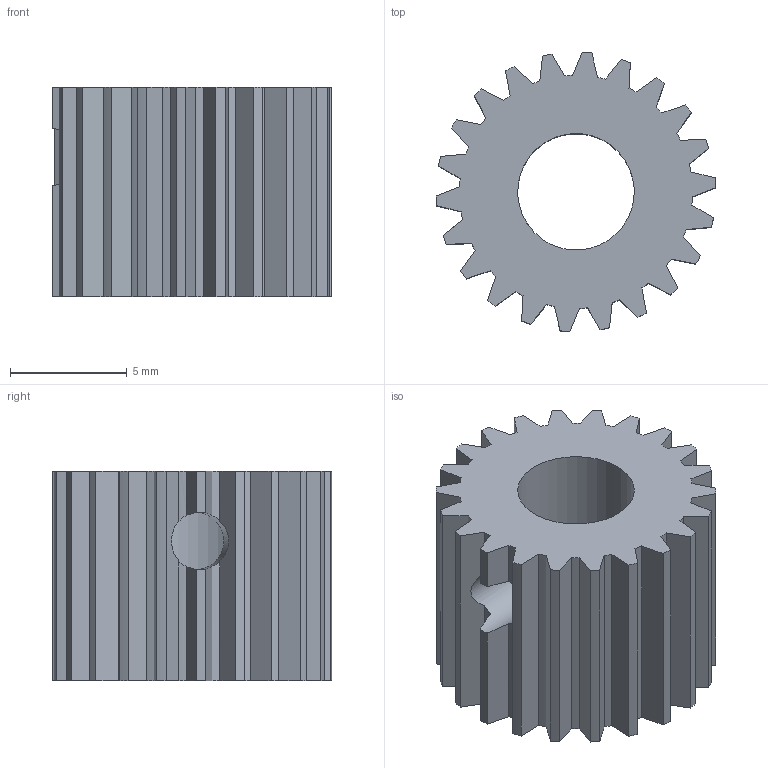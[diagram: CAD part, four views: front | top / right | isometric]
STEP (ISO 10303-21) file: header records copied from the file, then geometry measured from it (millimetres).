
FILE_DESCRIPTION(('FreeCAD Model'),'2;1');
FILE_NAME( 'pignion_gear.step', '2017-04-12T13:07:58',('Author'),(''), 'Open CASCADE STEP processor 6.9','FreeCAD','Unknown');
FILE_SCHEMA(('AUTOMOTIVE_DESIGN_CC2 { 1 2 10303 214 -1 1 5 4 }'));
Length unit declared in the file: millimetre
Products named in the file (2): ASSEMBLY; EX_PIGNION
Assembly tree (1 placements, depth 2):
  ASSEMBLY
    EX_PIGNION
Bounding box: 11.99 x 11.99 x 9 mm (x, y, z)
Volume: 664 mm3; surface area: 879.7 mm2
Topology: 1 solids, 1 shells, 97 faces, 291 edges, 194 vertices
Faces by surface type: cylinder 49, plane 48
Full cylindrical faces by diameter (mm): 2.459 x1, 5 x1
Entity records: 8258 total; most frequent: CARTESIAN_POINT 2514, DIRECTION 1079, LINE 638, VECTOR 638, ORIENTED_EDGE 582, PCURVE 582, DEFINITIONAL_REPRESENTATION 582, EDGE_CURVE 291
